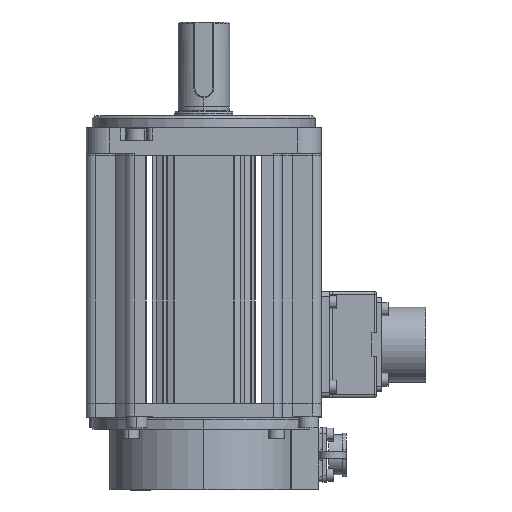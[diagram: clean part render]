
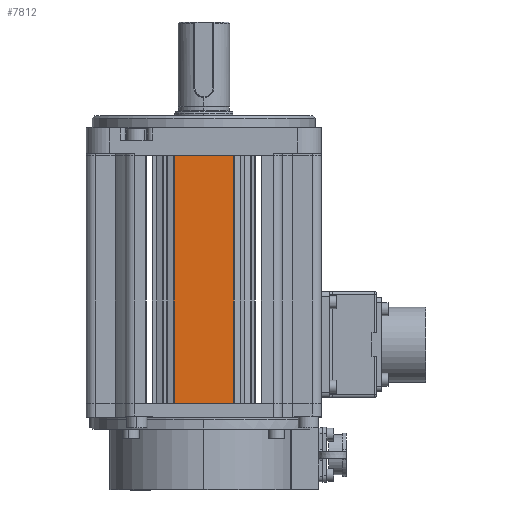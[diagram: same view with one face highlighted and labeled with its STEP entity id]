
A CAD part, front view. The second image highlights one B-rep face of the part: STEP entity #7812.
In plain terms, the highlighted planar face has unit normal (0, -1, 0).
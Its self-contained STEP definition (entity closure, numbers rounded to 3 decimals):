
#1490 = ORIENTED_EDGE ( 'NONE', *, *, #11051, .T. ) ;
#4406 = CARTESIAN_POINT ( 'NONE',  ( -28.979, -53.66, 160.876 ) ) ;
#4440 = FACE_OUTER_BOUND ( 'NONE', #20420, .T. ) ;
#5227 = CARTESIAN_POINT ( 'NONE',  ( 13.221, -53.66, 160.876 ) ) ;
#6335 = VECTOR ( 'NONE', #33630, 1000. ) ;
#6630 = CARTESIAN_POINT ( 'NONE',  ( -3.579, -53.66, 160.876 ) ) ;
#7812 = ADVANCED_FACE ( 'NONE', ( #4440 ), #34694, .F. ) ;
#9666 = CARTESIAN_POINT ( 'NONE',  ( 13.221, -53.66, 55.376 ) ) ;
#9895 = CARTESIAN_POINT ( 'NONE',  ( -28.979, -53.66, 55.376 ) ) ;
#10233 = EDGE_CURVE ( 'NONE', #20318, #26127, #18549, .T. ) ;
#11051 = EDGE_CURVE ( 'NONE', #21291, #20318, #30635, .T. ) ;
#14129 = DIRECTION ( 'NONE',  ( 1., 0., 0. ) ) ;
#14435 = EDGE_CURVE ( 'NONE', #34634, #21291, #19769, .T. ) ;
#15083 = VECTOR ( 'NONE', #14129, 1000. ) ;
#15118 = ORIENTED_EDGE ( 'NONE', *, *, #14435, .T. ) ;
#15643 = DIRECTION ( 'NONE',  ( 0., 0., 1. ) ) ;
#15824 = DIRECTION ( 'NONE',  ( -1., 0., 0. ) ) ;
#16190 = CARTESIAN_POINT ( 'NONE',  ( -3.579, -53.66, 55.376 ) ) ;
#17644 = VECTOR ( 'NONE', #33688, 1000. ) ;
#18549 = LINE ( 'NONE', #20576, #19409 ) ;
#18735 = DIRECTION ( 'NONE',  ( 0., 1., 0. ) ) ;
#19409 = VECTOR ( 'NONE', #15643, 1000. ) ;
#19518 = ORIENTED_EDGE ( 'NONE', *, *, #10233, .T. ) ;
#19769 = LINE ( 'NONE', #33391, #6335 ) ;
#20318 = VERTEX_POINT ( 'NONE', #16190 ) ;
#20420 = EDGE_LOOP ( 'NONE', ( #1490, #19518, #31757, #15118 ) ) ;
#20576 = CARTESIAN_POINT ( 'NONE',  ( -3.579, -53.66, 160.876 ) ) ;
#21291 = VERTEX_POINT ( 'NONE', #9895 ) ;
#26127 = VERTEX_POINT ( 'NONE', #6630 ) ;
#26273 = EDGE_CURVE ( 'NONE', #34634, #26127, #34779, .T. ) ;
#29454 = AXIS2_PLACEMENT_3D ( 'NONE', #5227, #18735, #15824 ) ;
#30163 = CARTESIAN_POINT ( 'NONE',  ( 13.221, -53.66, 160.876 ) ) ;
#30635 = LINE ( 'NONE', #9666, #17644 ) ;
#31757 = ORIENTED_EDGE ( 'NONE', *, *, #26273, .F. ) ;
#33391 = CARTESIAN_POINT ( 'NONE',  ( -28.979, -53.66, 160.876 ) ) ;
#33630 = DIRECTION ( 'NONE',  ( 0., 0., -1. ) ) ;
#33688 = DIRECTION ( 'NONE',  ( 1., 0., 0. ) ) ;
#34634 = VERTEX_POINT ( 'NONE', #4406 ) ;
#34694 = PLANE ( 'NONE',  #29454 ) ;
#34779 = LINE ( 'NONE', #30163, #15083 ) ;
